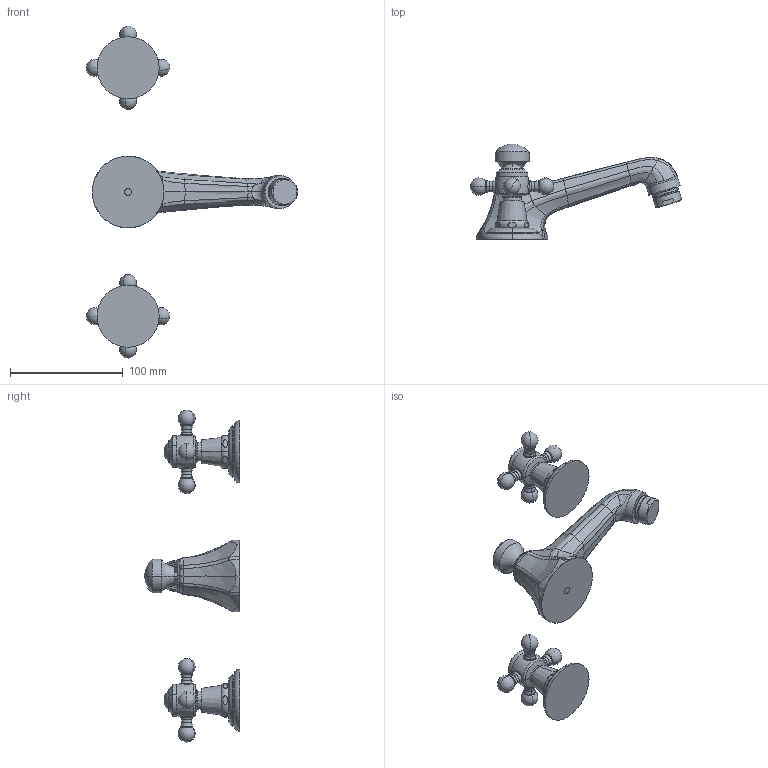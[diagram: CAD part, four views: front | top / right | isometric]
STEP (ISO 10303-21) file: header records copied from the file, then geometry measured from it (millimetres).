
FILE_DESCRIPTION (( 'STEP AP214' ), '1' );
FILE_NAME ('20700360.STEP', '2020-10-08T06:30:24', ( '' ), ( '' ), 'SwSTEP 2.0', 'SolidWorks 2020', '' );
FILE_SCHEMA (( 'AUTOMOTIVE_DESIGN' ));
Length unit declared in the file: millimetre
Products named in the file (11): Planungsmodell_Griff-+-04.20.36.002.07-02_ _K1; 20700360; Planungsmodell_Stange-+-09.31.09.004-1; Planungsmodell_Griff-+-04.20.36.002.07-01_ _K1; Planungsmodell_Kuppel-+-09.26.01.064.60-01_ _K1_21x2x8; Planungsmodell_Auslauf-+-09.11.36.001-01; Planungsmodell_Rosette-+-09.27.35.001-1; Knopf-+-09.20.36.030.90-01_-_K1; Planungsmodell_Huelse-+-09.23.01.118.90-01_K1_24 x 13 x 24; Haube-+-09.21.02.055.90-01_-_K1
Assembly tree (14 placements, depth 3):
  20700360
    Planungsmodell_Auslauf-+-09.11.36.001-01
    Planungsmodell_Stange-+-09.31.09.004-1
    Knopf-+-09.20.36.030.90-01_-_K1
    Planungsmodell_Rosette-+-09.27.35.001-1  x2
    Planungsmodell_Griff-+-04.20.36.002.07-02_ _K1
      Planungsmodell_Griff-+-04.20.36.002.07-01_ _K1
      Planungsmodell_Kuppel-+-09.26.01.064.60-01_ _K1_21x2x8
    Planungsmodell_Griff-+-04.20.36.002.07-02_ _K1
      Planungsmodell_Griff-+-04.20.36.002.07-01_ _K1
      Planungsmodell_Kuppel-+-09.26.01.064.60-01_ _K1_21x2x8
    Planungsmodell_Huelse-+-09.23.01.118.90-01_K1_24 x 13 x 24
    Haube-+-09.21.02.055.90-01_-_K1  x2
Bounding box: 187.19 x 84.59 x 294 mm (x, y, z)
Volume: 301225.5 mm3; surface area: 62339.5 mm2
Topology: 12 solids, 20 shells, 399 faces, 889 edges, 513 vertices
Faces by surface type: bspline 124, cone 83, cylinder 68, torus 54, plane 50, sphere 20
Entity records: 14747 total; most frequent: CARTESIAN_POINT 8818, ORIENTED_EDGE 1198, DIRECTION 847, EDGE_CURVE 599, AXIS2_PLACEMENT_3D 378, VERTEX_POINT 352, B_SPLINE_CURVE_WITH_KNOTS 301, EDGE_LOOP 293
